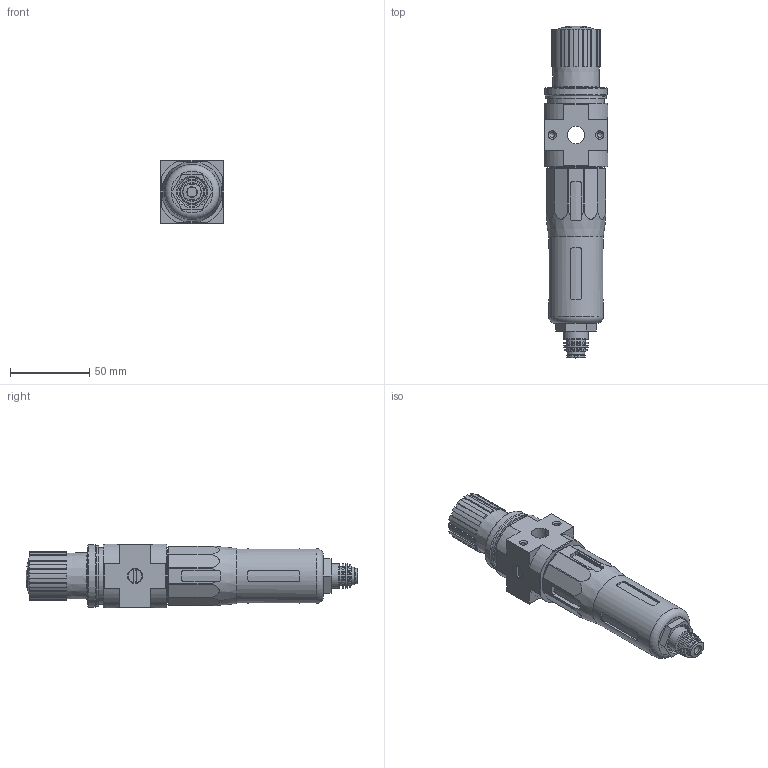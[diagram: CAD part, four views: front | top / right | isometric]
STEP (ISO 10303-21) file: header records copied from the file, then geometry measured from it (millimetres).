
FILE_DESCRIPTION(/* description */ ('STEP AP214'),/* implementation_level */ '2;1');
FILE_NAME(/* name */ '546455_LFR-D-5M-MINI-A',/* time_stamp */ '2024-09-04T16:54:20+02:00',/* author */ ('License CC BY-ND 4.0'),/* organization */ ('CADENAS'),/* preprocessor_version */ 'ST-DEVELOPER v19.3',/* originating_system */ 'PARTsolutions',/* authorisation */ ' ');
FILE_SCHEMA (('AUTOMOTIVE_DESIGN {1 0 10303 214 3 1 1}'));
Length unit declared in the file: millimetre
Products named in the file (5): 546455 LFR-D-5M-MINI-A---(0); 127304 LFR-D-5M-MINI-A--(0); 398011 LRVS-D-MINI; 373845 LR-MINI; 526489 MS4-LFR-V
Assembly tree (4 placements, depth 2):
  546455 LFR-D-5M-MINI-A---(0)
    127304 LFR-D-5M-MINI-A--(0)
    398011 LRVS-D-MINI
    373845 LR-MINI
    526489 MS4-LFR-V
Bounding box: 40 x 210.02 x 40 mm (x, y, z)
Volume: 192776.8 mm3; surface area: 34853.1 mm2
Topology: 4 solids, 4 shells, 353 faces, 908 edges, 593 vertices
Faces by surface type: plane 187, cylinder 106, cone 32, torus 23, sphere 5
Full cylindrical faces by diameter (mm): 3.242 x4, 4.3 x1, 6 x1, 6.9 x1, 8.2 x1, 8.566 x2, 9.728 x1, 11 x2, 11.4 x1, 11.6 x1, 11.8 x1, 12.2 x1, 15.8 x2, 18 x1, 24.9 x1, 26.9 x1, 33.9 x1, 34.376 x1, 34.7 x1, 36 x2, 38.5 x1, 39.8 x1
Entity records: 13003 total; most frequent: CARTESIAN_POINT 2328, DIRECTION 1724, ORIENTED_EDGE 1632, EDGE_CURVE 816, AXIS2_PLACEMENT_3D 690, VERTEX_POINT 582, FACE_BOUND 472, EDGE_LOOP 468
